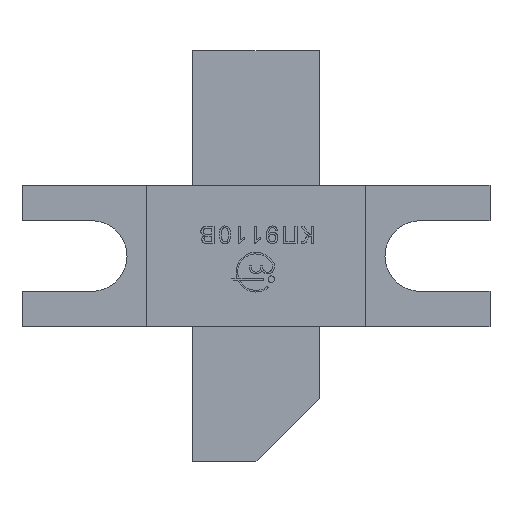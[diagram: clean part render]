
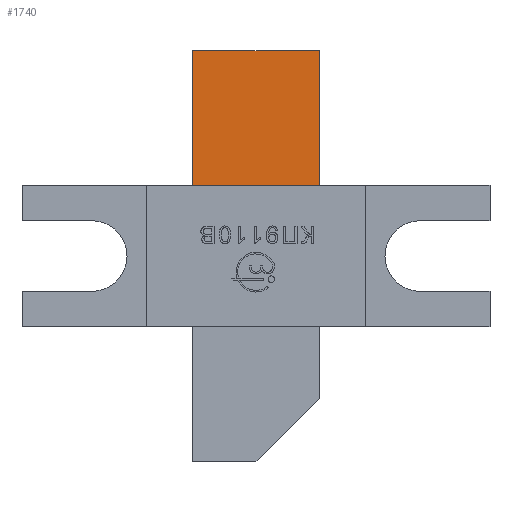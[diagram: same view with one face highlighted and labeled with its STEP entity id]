
A CAD part, top view. The second image highlights one B-rep face of the part: STEP entity #1740.
In plain terms, the highlighted planar face has unit normal (0, 0, 1).
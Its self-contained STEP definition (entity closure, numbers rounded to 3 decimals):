
#1740=ADVANCED_FACE('',(#3232),#3234,.T.);
#3232=FACE_BOUND('',#3233,.T.);
#3233=EDGE_LOOP('',(#4739,#4740,#4741,#4742));
#3234=PLANE('',#3235);
#3235=AXIS2_PLACEMENT_3D('',#3236,#3237,#3238);
#3236=CARTESIAN_POINT('',(-2.775,-9.,2.5));
#3237=DIRECTION('',(0.,0.,1.));
#3238=DIRECTION('',(1.,0.,0.));
#4739=ORIENTED_EDGE('',*,*,#5379,.T.);
#4740=ORIENTED_EDGE('',*,*,#5407,.T.);
#4741=ORIENTED_EDGE('',*,*,#5408,.F.);
#4742=ORIENTED_EDGE('',*,*,#5396,.F.);
#5379=EDGE_CURVE('',#6293,#6302,#6304,.T.);
#5396=EDGE_CURVE('',#6293,#6330,#6331,.T.);
#5407=EDGE_CURVE('',#6302,#6347,#6349,.T.);
#5408=EDGE_CURVE('',#6330,#6347,#6350,.T.);
#6293=VERTEX_POINT('',#8284);
#6302=VERTEX_POINT('',#8303);
#6304=LINE('',#8307,#8308);
#6330=VERTEX_POINT('',#8367);
#6331=LINE('',#8368,#8369);
#6347=VERTEX_POINT('',#8404);
#6349=LINE('',#8408,#8409);
#6350=LINE('',#8411,#8412);
#8284=CARTESIAN_POINT('',(-2.775,3.1,2.5));
#8303=CARTESIAN_POINT('',(2.775,3.1,2.5));
#8307=CARTESIAN_POINT('',(-2.775,3.1,2.5));
#8308=VECTOR('',#8309,1.);
#8309=DIRECTION('',(1.,0.,0.));
#8367=CARTESIAN_POINT('',(-2.775,9.,2.5));
#8368=CARTESIAN_POINT('',(-2.775,3.1,2.5));
#8369=VECTOR('',#8370,1.);
#8370=DIRECTION('',(0.,1.,0.));
#8404=CARTESIAN_POINT('',(2.775,9.,2.5));
#8408=CARTESIAN_POINT('',(2.775,3.1,2.5));
#8409=VECTOR('',#8410,1.);
#8410=DIRECTION('',(0.,1.,0.));
#8411=CARTESIAN_POINT('',(-2.775,9.,2.5));
#8412=VECTOR('',#8413,1.);
#8413=DIRECTION('',(1.,0.,0.));
